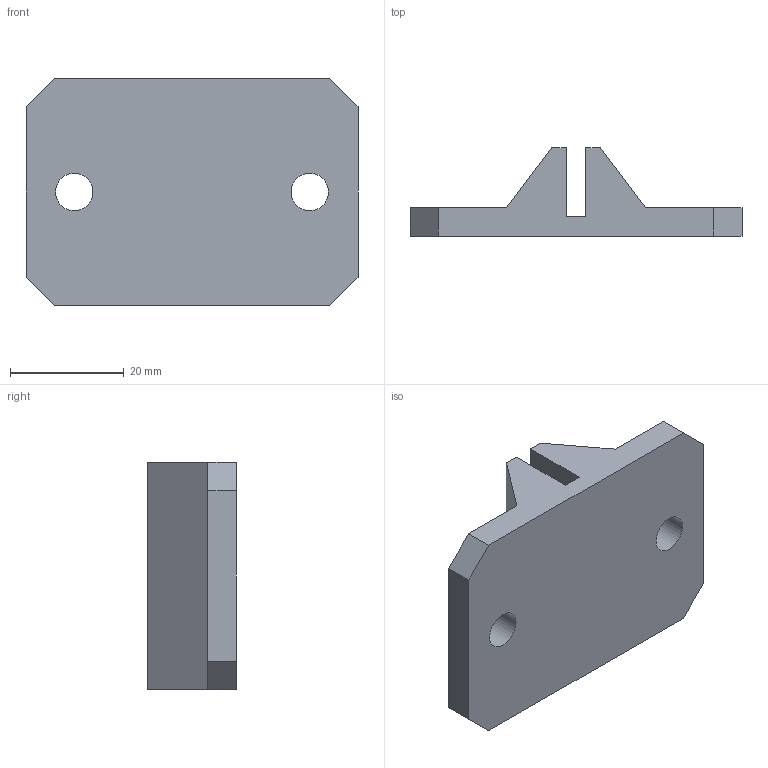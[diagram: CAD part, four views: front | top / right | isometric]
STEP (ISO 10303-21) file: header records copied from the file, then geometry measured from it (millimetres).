
FILE_DESCRIPTION(/* description */ (''),/* implementation_level */ '2;1');
FILE_NAME(/* name */ 'Mount stop v8.step',/* time_stamp */ '2021-08-28T21:24:12+02:00',/* author */ (''),/* organization */ (''),/* preprocessor_version */ 'ST-DEVELOPER v18.1',/* originating_system */ 'Autodesk Translation Framework v10.10.0.1391',/* authorisation */ '');
FILE_SCHEMA (('AUTOMOTIVE_DESIGN { 1 0 10303 214 3 1 1 }'));
Length unit declared in the file: millimetre
Products named in the file (1): Mount stop
Bounding box: 58.5 x 15.6 x 40 mm (x, y, z)
Volume: 16395.9 mm3; surface area: 7239.7 mm2
Topology: 1 solids, 1 shells, 20 faces, 54 edges, 36 vertices
Faces by surface type: plane 18, cylinder 2
Full cylindrical faces by diameter (mm): 6.6 x2
Entity records: 670 total; most frequent: CARTESIAN_POINT 111, ORIENTED_EDGE 108, DIRECTION 100, EDGE_CURVE 54, LINE 50, VECTOR 50, VERTEX_POINT 36, AXIS2_PLACEMENT_3D 25
